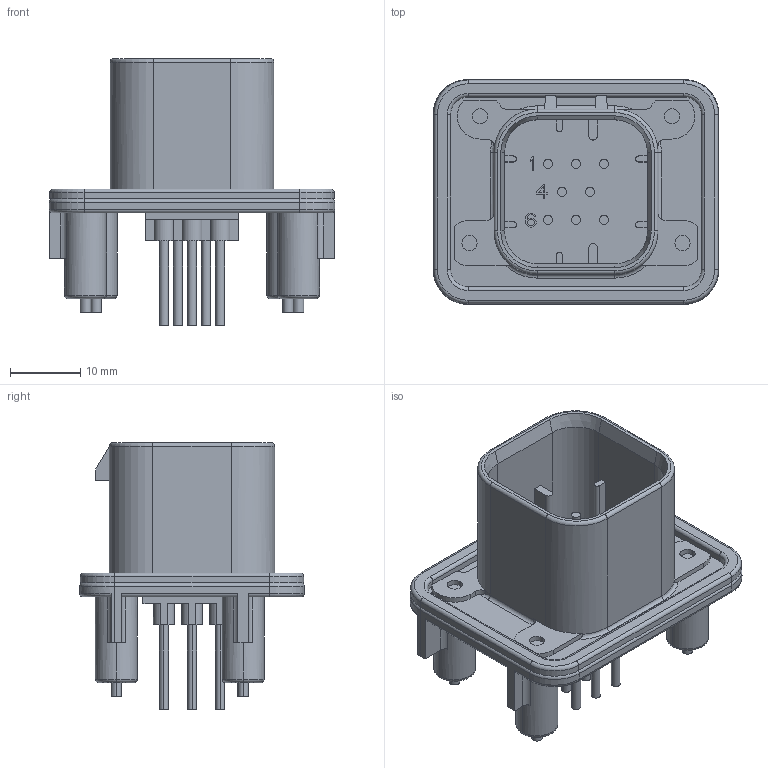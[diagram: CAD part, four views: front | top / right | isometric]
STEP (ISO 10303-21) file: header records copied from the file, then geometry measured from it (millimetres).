
FILE_DESCRIPTION((''),'2;1');
FILE_NAME('C-1-776276-1','2010-08-31T',('workeradm'),('Tyco Electronics Ltd.'),'PRO/ENGINEER BY PARAMETRIC TECHNOLOGY CORPORATION, 2009300','PRO/ENGINEER BY PARAMETRIC TECHNOLOGY CORPORATION, 2009300','');
FILE_SCHEMA(('AUTOMOTIVE_DESIGN { 1 0 10303 214 1 1 1 1 }'));
Length unit declared in the file: millimetre
Products named in the file (1): C-1-776276-1
Bounding box: 40.8 x 32.1 x 38.05 mm (x, y, z)
Volume: 7702.6 mm3; surface area: 8768.9 mm2
Topology: 1 solids, 1 shells, 463 faces, 1206 edges, 784 vertices
Faces by surface type: plane 274, cylinder 149, torus 34, cone 4, extrusion 2
Entity records: 14525 total; most frequent: CARTESIAN_POINT 2587, DIRECTION 2468, ORIENTED_EDGE 2412, EDGE_CURVE 1206, VECTOR 838, LINE 836, AXIS2_PLACEMENT_3D 815, VERTEX_POINT 784
